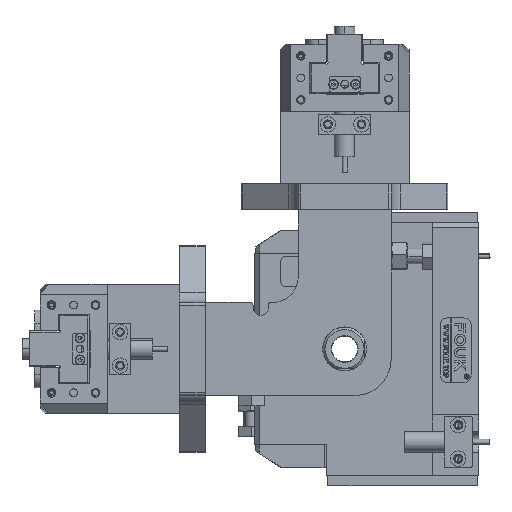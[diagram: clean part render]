
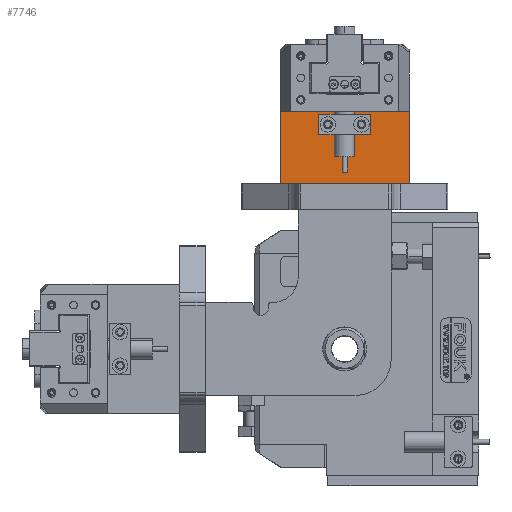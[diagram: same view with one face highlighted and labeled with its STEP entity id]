
A CAD part, left-side view. The second image highlights one B-rep face of the part: STEP entity #7746.
In plain terms, the highlighted planar face has unit normal (-1, 0, 0).
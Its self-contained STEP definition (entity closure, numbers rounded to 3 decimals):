
#1416 = DIRECTION ( 'NONE',  ( 0., 0., -1. ) ) ;
#1920 = AXIS2_PLACEMENT_3D ( 'NONE', #46441, #60727, #56372 ) ;
#2059 = AXIS2_PLACEMENT_3D ( 'NONE', #31813, #55857, #27475 ) ;
#4104 = CARTESIAN_POINT ( 'NONE',  ( -33.185, -18.98, 99.161 ) ) ;
#5299 = EDGE_CURVE ( 'NONE', #41267, #40748, #31931, .T. ) ;
#5556 = LINE ( 'NONE', #38598, #58279 ) ;
#5928 = AXIS2_PLACEMENT_3D ( 'NONE', #4104, #41908, #32546 ) ;
#7652 = EDGE_CURVE ( 'NONE', #46102, #12669, #30956, .T. ) ;
#7746 = ADVANCED_FACE ( 'NONE', ( #50320, #48765, #15447 ), #28181, .F. ) ;
#9044 = DIRECTION ( 'NONE',  ( 0., 1., 0. ) ) ;
#9924 = EDGE_CURVE ( 'NONE', #48878, #40748, #5556, .T. ) ;
#10699 = ORIENTED_EDGE ( 'NONE', *, *, #50568, .T. ) ;
#12669 = VERTEX_POINT ( 'NONE', #46687 ) ;
#14296 = CARTESIAN_POINT ( 'NONE',  ( -33.185, -18.98, 99.161 ) ) ;
#14656 = CARTESIAN_POINT ( 'NONE',  ( -33.185, 6.02, 127.161 ) ) ;
#15447 = FACE_OUTER_BOUND ( 'NONE', #58591, .T. ) ;
#16255 = ORIENTED_EDGE ( 'NONE', *, *, #9924, .F. ) ;
#17303 = CARTESIAN_POINT ( 'NONE',  ( -33.185, -0.48, 102.911 ) ) ;
#18791 = VERTEX_POINT ( 'NONE', #17303 ) ;
#19906 = LINE ( 'NONE', #53691, #51043 ) ;
#21707 = CIRCLE ( 'NONE', #2059, 1.25 ) ;
#22695 = AXIS2_PLACEMENT_3D ( 'NONE', #49572, #41316, #44219 ) ;
#24840 = DIRECTION ( 'NONE',  ( -1., 0., 0. ) ) ;
#25201 = VERTEX_POINT ( 'NONE', #50097 ) ;
#27475 = DIRECTION ( 'NONE',  ( 0., 0., 1. ) ) ;
#28181 = PLANE ( 'NONE',  #5928 ) ;
#29067 = EDGE_LOOP ( 'NONE', ( #35446, #45168 ) ) ;
#30180 = DIRECTION ( 'NONE',  ( 0., 0., 1. ) ) ;
#30443 = LINE ( 'NONE', #14656, #50482 ) ;
#30854 = EDGE_CURVE ( 'NONE', #12669, #46102, #21707, .T. ) ;
#30956 = CIRCLE ( 'NONE', #1920, 1.25 ) ;
#31670 = EDGE_LOOP ( 'NONE', ( #37096, #58034 ) ) ;
#31813 = CARTESIAN_POINT ( 'NONE',  ( -33.185, 12.52, 104.161 ) ) ;
#31931 = LINE ( 'NONE', #38948, #40138 ) ;
#32546 = DIRECTION ( 'NONE',  ( 0., 0., -1. ) ) ;
#33159 = CARTESIAN_POINT ( 'NONE',  ( -33.185, 12.52, 105.411 ) ) ;
#34685 = CARTESIAN_POINT ( 'NONE',  ( -33.185, 31.02, 127.161 ) ) ;
#35446 = ORIENTED_EDGE ( 'NONE', *, *, #48626, .F. ) ;
#35734 = ORIENTED_EDGE ( 'NONE', *, *, #5299, .T. ) ;
#36220 = CARTESIAN_POINT ( 'NONE',  ( -33.185, -18.98, 127.161 ) ) ;
#37096 = ORIENTED_EDGE ( 'NONE', *, *, #7652, .F. ) ;
#38598 = CARTESIAN_POINT ( 'NONE',  ( -33.185, -18.98, 99.161 ) ) ;
#38929 = CARTESIAN_POINT ( 'NONE',  ( -33.185, -0.48, 104.161 ) ) ;
#38948 = CARTESIAN_POINT ( 'NONE',  ( -33.185, 31.02, 99.161 ) ) ;
#39259 = CARTESIAN_POINT ( 'NONE',  ( -33.185, 31.02, 99.161 ) ) ;
#40138 = VECTOR ( 'NONE', #58179, 1000. ) ;
#40340 = ORIENTED_EDGE ( 'NONE', *, *, #41701, .F. ) ;
#40748 = VERTEX_POINT ( 'NONE', #39259 ) ;
#41267 = VERTEX_POINT ( 'NONE', #34685 ) ;
#41316 = DIRECTION ( 'NONE',  ( -1., 0., 0. ) ) ;
#41347 = EDGE_CURVE ( 'NONE', #18791, #25201, #55504, .T. ) ;
#41701 = EDGE_CURVE ( 'NONE', #52608, #48878, #19906, .T. ) ;
#41908 = DIRECTION ( 'NONE',  ( 1., 0., 0. ) ) ;
#42438 = AXIS2_PLACEMENT_3D ( 'NONE', #38929, #24840, #30180 ) ;
#44219 = DIRECTION ( 'NONE',  ( 0., 0., 1. ) ) ;
#45168 = ORIENTED_EDGE ( 'NONE', *, *, #41347, .F. ) ;
#46102 = VERTEX_POINT ( 'NONE', #33159 ) ;
#46441 = CARTESIAN_POINT ( 'NONE',  ( -33.185, 12.52, 104.161 ) ) ;
#46687 = CARTESIAN_POINT ( 'NONE',  ( -33.185, 12.52, 102.911 ) ) ;
#48626 = EDGE_CURVE ( 'NONE', #25201, #18791, #49632, .T. ) ;
#48765 = FACE_BOUND ( 'NONE', #31670, .T. ) ;
#48878 = VERTEX_POINT ( 'NONE', #14296 ) ;
#49572 = CARTESIAN_POINT ( 'NONE',  ( -33.185, -0.48, 104.161 ) ) ;
#49632 = CIRCLE ( 'NONE', #42438, 1.25 ) ;
#50097 = CARTESIAN_POINT ( 'NONE',  ( -33.185, -0.48, 105.411 ) ) ;
#50320 = FACE_BOUND ( 'NONE', #29067, .T. ) ;
#50482 = VECTOR ( 'NONE', #9044, 1000. ) ;
#50568 = EDGE_CURVE ( 'NONE', #52608, #41267, #30443, .T. ) ;
#51043 = VECTOR ( 'NONE', #1416, 1000. ) ;
#52608 = VERTEX_POINT ( 'NONE', #36220 ) ;
#53691 = CARTESIAN_POINT ( 'NONE',  ( -33.185, -18.98, 99.161 ) ) ;
#55504 = CIRCLE ( 'NONE', #22695, 1.25 ) ;
#55857 = DIRECTION ( 'NONE',  ( -1., 0., 0. ) ) ;
#56372 = DIRECTION ( 'NONE',  ( 0., 0., 1. ) ) ;
#57830 = DIRECTION ( 'NONE',  ( 0., 1., 0. ) ) ;
#58034 = ORIENTED_EDGE ( 'NONE', *, *, #30854, .F. ) ;
#58179 = DIRECTION ( 'NONE',  ( 0., 0., -1. ) ) ;
#58279 = VECTOR ( 'NONE', #57830, 1000. ) ;
#58591 = EDGE_LOOP ( 'NONE', ( #10699, #35734, #16255, #40340 ) ) ;
#60727 = DIRECTION ( 'NONE',  ( -1., 0., 0. ) ) ;
